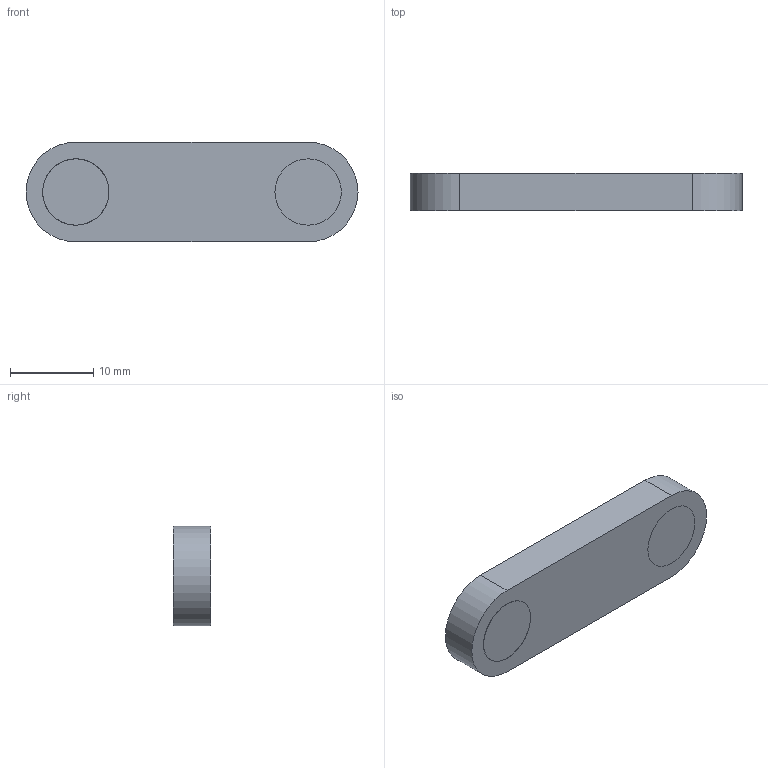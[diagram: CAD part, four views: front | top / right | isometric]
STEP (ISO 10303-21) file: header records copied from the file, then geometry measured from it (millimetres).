
FILE_DESCRIPTION (( 'STEP AP214' ), '1' );
FILE_NAME ('SC401245.STEP', '2013-07-25T09:11:43', ( '' ), ( '' ), 'SwSTEP 2.0', 'SolidWorks 2011', '' );
FILE_SCHEMA (( 'AUTOMOTIVE_DESIGN' ));
Length unit declared in the file: millimetre
Products named in the file (3): SC401245; 9SC401245; 3IMAN8X3-80ｺ
Assembly tree (3 placements, depth 2):
  SC401245
    3IMAN8X3-80ｺ  x2
    9SC401245
Bounding box: 40 x 4.5 x 12 mm (x, y, z)
Volume: 1991 mm3; surface area: 1875.2 mm2
Topology: 3 solids, 3 shells, 154 faces, 420 edges, 280 vertices
Faces by surface type: bspline 90, plane 54, cylinder 10
Entity records: 5352 total; most frequent: CARTESIAN_POINT 2016, ORIENTED_EDGE 828, EDGE_CURVE 414, DIRECTION 382, VERTEX_POINT 276, VECTOR 218, LINE 218, B_SPLINE_CURVE_WITH_KNOTS 180
